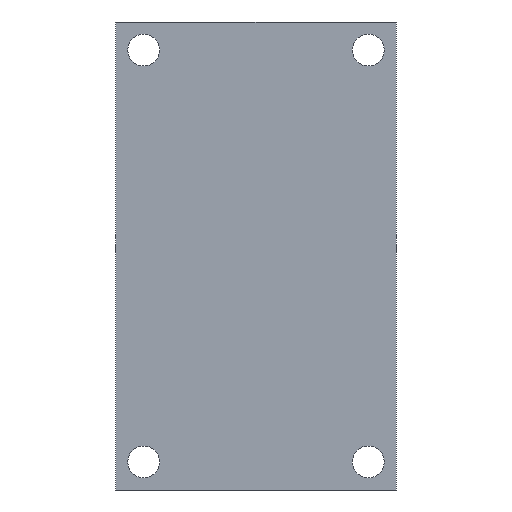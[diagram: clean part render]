
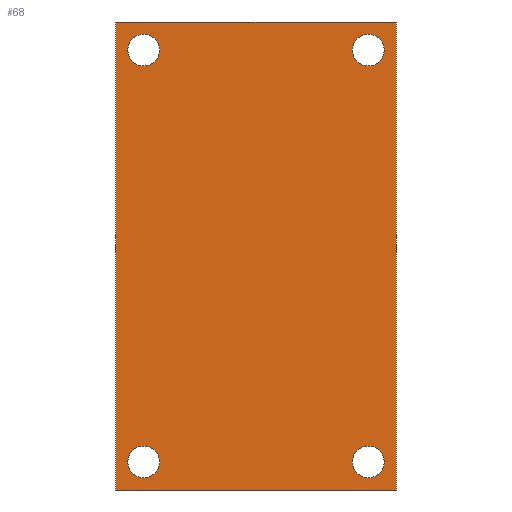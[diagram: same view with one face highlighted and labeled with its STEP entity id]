
A CAD part, front view. The second image highlights one B-rep face of the part: STEP entity #68.
In plain terms, the highlighted planar face has unit normal (0, -1, 0).
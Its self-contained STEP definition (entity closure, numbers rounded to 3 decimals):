
#6 = CARTESIAN_POINT ( 'NONE',  ( 27., 0., -48.7 ) ) ;
#8 = VERTEX_POINT ( 'NONE', #415 ) ;
#12 = CARTESIAN_POINT ( 'NONE',  ( 3., 0., -3. ) ) ;
#14 = CIRCLE ( 'NONE', #451, 1.7 ) ;
#20 = DIRECTION ( 'NONE',  ( 0., 1., 0. ) ) ;
#30 = VERTEX_POINT ( 'NONE', #426 ) ;
#34 = CIRCLE ( 'NONE', #337, 1.7 ) ;
#35 = EDGE_CURVE ( 'NONE', #30, #8, #172, .T. ) ;
#37 = VERTEX_POINT ( 'NONE', #253 ) ;
#48 = VECTOR ( 'NONE', #276, 1000. ) ;
#52 = EDGE_LOOP ( 'NONE', ( #292, #406, #99, #278 ) ) ;
#53 = VERTEX_POINT ( 'NONE', #330 ) ;
#61 = CARTESIAN_POINT ( 'NONE',  ( 3., 0., -3. ) ) ;
#67 = DIRECTION ( 'NONE',  ( 0., 0., -1. ) ) ;
#68 = ADVANCED_FACE ( 'NONE', ( #342, #427, #494, #211, #169 ), #135, .T. ) ;
#73 = ORIENTED_EDGE ( 'NONE', *, *, #81, .T. ) ;
#74 = ORIENTED_EDGE ( 'NONE', *, *, #201, .T. ) ;
#75 = DIRECTION ( 'NONE',  ( 0., 1., 0. ) ) ;
#77 = CARTESIAN_POINT ( 'NONE',  ( 30., 0., 0. ) ) ;
#81 = EDGE_CURVE ( 'NONE', #174, #195, #352, .T. ) ;
#93 = LINE ( 'NONE', #77, #411 ) ;
#99 = ORIENTED_EDGE ( 'NONE', *, *, #457, .F. ) ;
#115 = EDGE_LOOP ( 'NONE', ( #503, #490 ) ) ;
#120 = CARTESIAN_POINT ( 'NONE',  ( 0., 0., 0. ) ) ;
#125 = DIRECTION ( 'NONE',  ( 0., 0., 1. ) ) ;
#133 = EDGE_CURVE ( 'NONE', #228, #227, #349, .T. ) ;
#135 = PLANE ( 'NONE',  #495 ) ;
#138 = DIRECTION ( 'NONE',  ( 0., 1., 0. ) ) ;
#144 = CARTESIAN_POINT ( 'NONE',  ( 27., 0., -3. ) ) ;
#164 = CARTESIAN_POINT ( 'NONE',  ( 30., 0., 0. ) ) ;
#166 = VERTEX_POINT ( 'NONE', #369 ) ;
#168 = CARTESIAN_POINT ( 'NONE',  ( 3., 0., -47. ) ) ;
#169 = FACE_BOUND ( 'NONE', #465, .T. ) ;
#172 = CIRCLE ( 'NONE', #476, 1.7 ) ;
#174 = VERTEX_POINT ( 'NONE', #316 ) ;
#184 = ORIENTED_EDGE ( 'NONE', *, *, #35, .T. ) ;
#187 = CARTESIAN_POINT ( 'NONE',  ( 3., 0., -4.7 ) ) ;
#188 = VECTOR ( 'NONE', #527, 1000. ) ;
#195 = VERTEX_POINT ( 'NONE', #6 ) ;
#201 = EDGE_CURVE ( 'NONE', #37, #355, #34, .T. ) ;
#202 = ORIENTED_EDGE ( 'NONE', *, *, #405, .T. ) ;
#203 = DIRECTION ( 'NONE',  ( 0., -1., 0. ) ) ;
#204 = DIRECTION ( 'NONE',  ( 1., 0., 0. ) ) ;
#205 = EDGE_CURVE ( 'NONE', #425, #228, #437, .T. ) ;
#206 = CARTESIAN_POINT ( 'NONE',  ( 0., 0., -50. ) ) ;
#207 = DIRECTION ( 'NONE',  ( 0., 0., 1. ) ) ;
#211 = FACE_BOUND ( 'NONE', #115, .T. ) ;
#212 = LINE ( 'NONE', #206, #188 ) ;
#225 = AXIS2_PLACEMENT_3D ( 'NONE', #297, #368, #207 ) ;
#227 = VERTEX_POINT ( 'NONE', #164 ) ;
#228 = VERTEX_POINT ( 'NONE', #120 ) ;
#232 = DIRECTION ( 'NONE',  ( 0., 1., 0. ) ) ;
#243 = DIRECTION ( 'NONE',  ( 0., 1., 0. ) ) ;
#248 = DIRECTION ( 'NONE',  ( 0., 0., 1. ) ) ;
#253 = CARTESIAN_POINT ( 'NONE',  ( 3., 0., -1.3 ) ) ;
#255 = CIRCLE ( 'NONE', #397, 1.7 ) ;
#257 = DIRECTION ( 'NONE',  ( 0., 0., 1. ) ) ;
#259 = AXIS2_PLACEMENT_3D ( 'NONE', #144, #138, #125 ) ;
#263 = EDGE_LOOP ( 'NONE', ( #361, #74 ) ) ;
#267 = EDGE_CURVE ( 'NONE', #195, #174, #14, .T. ) ;
#268 = CARTESIAN_POINT ( 'NONE',  ( 0., 0., 0. ) ) ;
#276 = DIRECTION ( 'NONE',  ( 0., 0., 1. ) ) ;
#278 = ORIENTED_EDGE ( 'NONE', *, *, #133, .F. ) ;
#281 = AXIS2_PLACEMENT_3D ( 'NONE', #467, #483, #416 ) ;
#284 = EDGE_CURVE ( 'NONE', #355, #37, #516, .T. ) ;
#292 = ORIENTED_EDGE ( 'NONE', *, *, #205, .F. ) ;
#297 = CARTESIAN_POINT ( 'NONE',  ( 27., 0., -3. ) ) ;
#314 = CIRCLE ( 'NONE', #225, 1.7 ) ;
#316 = CARTESIAN_POINT ( 'NONE',  ( 27., 0., -45.3 ) ) ;
#330 = CARTESIAN_POINT ( 'NONE',  ( 27., 0., -1.3 ) ) ;
#337 = AXIS2_PLACEMENT_3D ( 'NONE', #61, #243, #248 ) ;
#339 = AXIS2_PLACEMENT_3D ( 'NONE', #12, #232, #394 ) ;
#342 = FACE_BOUND ( 'NONE', #387, .T. ) ;
#349 = LINE ( 'NONE', #435, #409 ) ;
#351 = DIRECTION ( 'NONE',  ( 0., 0., 1. ) ) ;
#352 = CIRCLE ( 'NONE', #281, 1.7 ) ;
#355 = VERTEX_POINT ( 'NONE', #187 ) ;
#360 = CARTESIAN_POINT ( 'NONE',  ( 3., 0., -47. ) ) ;
#361 = ORIENTED_EDGE ( 'NONE', *, *, #284, .T. ) ;
#368 = DIRECTION ( 'NONE',  ( 0., 1., 0. ) ) ;
#369 = CARTESIAN_POINT ( 'NONE',  ( 30., 0., -50. ) ) ;
#372 = DIRECTION ( 'NONE',  ( 0., 0., 1. ) ) ;
#377 = CARTESIAN_POINT ( 'NONE',  ( 27., 0., -4.7 ) ) ;
#387 = EDGE_LOOP ( 'NONE', ( #184, #202 ) ) ;
#394 = DIRECTION ( 'NONE',  ( 0., 0., 1. ) ) ;
#397 = AXIS2_PLACEMENT_3D ( 'NONE', #360, #471, #257 ) ;
#398 = VERTEX_POINT ( 'NONE', #377 ) ;
#405 = EDGE_CURVE ( 'NONE', #8, #30, #255, .T. ) ;
#406 = ORIENTED_EDGE ( 'NONE', *, *, #408, .F. ) ;
#408 = EDGE_CURVE ( 'NONE', #166, #425, #212, .T. ) ;
#409 = VECTOR ( 'NONE', #204, 1000. ) ;
#411 = VECTOR ( 'NONE', #67, 1000. ) ;
#415 = CARTESIAN_POINT ( 'NONE',  ( 3., 0., -45.3 ) ) ;
#416 = DIRECTION ( 'NONE',  ( 0., 0., 1. ) ) ;
#425 = VERTEX_POINT ( 'NONE', #515 ) ;
#426 = CARTESIAN_POINT ( 'NONE',  ( 3., 0., -48.7 ) ) ;
#427 = FACE_BOUND ( 'NONE', #263, .T. ) ;
#431 = CIRCLE ( 'NONE', #259, 1.7 ) ;
#434 = CARTESIAN_POINT ( 'NONE',  ( 0., 0., 0. ) ) ;
#435 = CARTESIAN_POINT ( 'NONE',  ( 0., 0., 0. ) ) ;
#437 = LINE ( 'NONE', #268, #48 ) ;
#451 = AXIS2_PLACEMENT_3D ( 'NONE', #514, #20, #351 ) ;
#453 = ORIENTED_EDGE ( 'NONE', *, *, #267, .T. ) ;
#457 = EDGE_CURVE ( 'NONE', #227, #166, #93, .T. ) ;
#464 = EDGE_CURVE ( 'NONE', #53, #398, #314, .T. ) ;
#465 = EDGE_LOOP ( 'NONE', ( #453, #73 ) ) ;
#467 = CARTESIAN_POINT ( 'NONE',  ( 27., 0., -47. ) ) ;
#471 = DIRECTION ( 'NONE',  ( 0., 1., 0. ) ) ;
#476 = AXIS2_PLACEMENT_3D ( 'NONE', #168, #75, #372 ) ;
#483 = DIRECTION ( 'NONE',  ( 0., 1., 0. ) ) ;
#490 = ORIENTED_EDGE ( 'NONE', *, *, #464, .T. ) ;
#494 = FACE_OUTER_BOUND ( 'NONE', #52, .T. ) ;
#495 = AXIS2_PLACEMENT_3D ( 'NONE', #434, #203, #504 ) ;
#496 = EDGE_CURVE ( 'NONE', #398, #53, #431, .T. ) ;
#503 = ORIENTED_EDGE ( 'NONE', *, *, #496, .T. ) ;
#504 = DIRECTION ( 'NONE',  ( 0., 0., -1. ) ) ;
#514 = CARTESIAN_POINT ( 'NONE',  ( 27., 0., -47. ) ) ;
#515 = CARTESIAN_POINT ( 'NONE',  ( 0., 0., -50. ) ) ;
#516 = CIRCLE ( 'NONE', #339, 1.7 ) ;
#527 = DIRECTION ( 'NONE',  ( -1., 0., 0. ) ) ;
